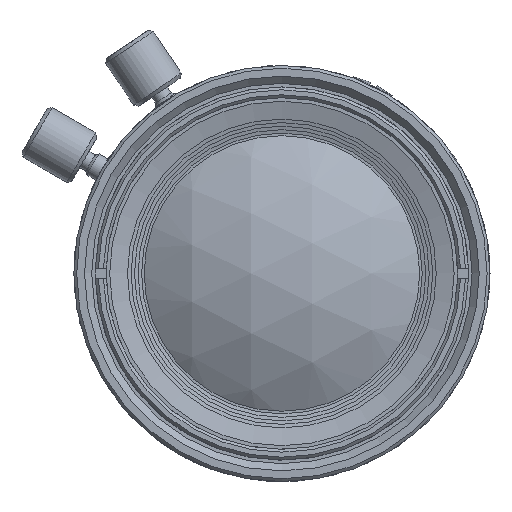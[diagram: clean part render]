
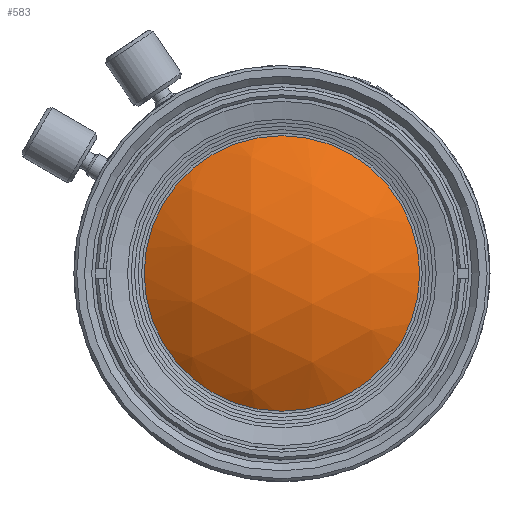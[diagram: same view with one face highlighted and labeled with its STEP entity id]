
A CAD part, front view. The second image highlights one B-rep face of the part: STEP entity #583.
In plain terms, the highlighted spherical face has radius 17.5 mm.
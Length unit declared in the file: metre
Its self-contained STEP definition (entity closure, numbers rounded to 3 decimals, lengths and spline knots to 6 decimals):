
#583=ADVANCED_FACE('0:39373',(#1638),#1639,.T.);
#1057=EDGE_CURVE('3:48299',#2467,#2467,#2468,.T.);
#1638=FACE_OUTER_BOUND('',#3242,.T.);
#1639=SPHERICAL_SURFACE('',#3243,0.0175);
#2467=VERTEX_POINT('',#4473);
#2468=CIRCLE('',#4474,0.00999);
#3242=EDGE_LOOP('',(#5693));
#3243=AXIS2_PLACEMENT_3D('',#5694,#5695,#5696);
#4473=CARTESIAN_POINT('',(0.000073,-0.016501,-0.00999));
#4474=AXIS2_PLACEMENT_3D('',#7025,#7026,#7027);
#5693=ORIENTED_EDGE('',*,*,#1057,.T.);
#5694=CARTESIAN_POINT('',(0.000073,-0.002133,0.0));
#5695=DIRECTION('',(-1.0,0.,0.0));
#5696=DIRECTION('',(0.,1.0,0.0));
#7025=CARTESIAN_POINT('',(0.000073,-0.016501,0.0));
#7026=DIRECTION('',(0.,-1.0,0.0));
#7027=DIRECTION('',(0.0,0.0,-1.0));
